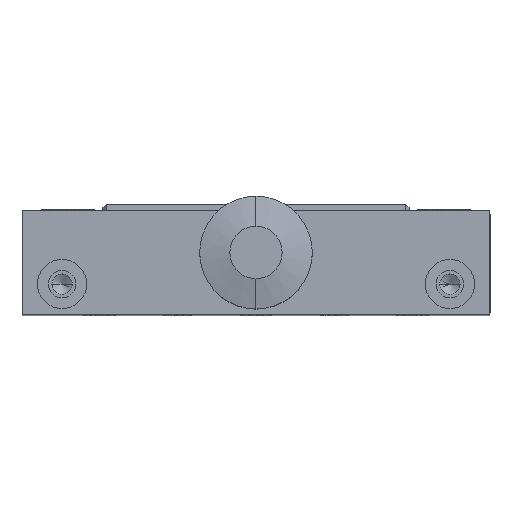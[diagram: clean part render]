
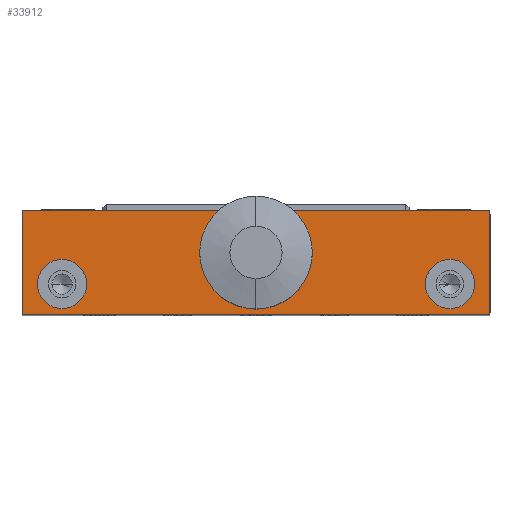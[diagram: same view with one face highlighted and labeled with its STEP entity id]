
A CAD part, top view. The second image highlights one B-rep face of the part: STEP entity #33912.
In plain terms, the highlighted planar face has unit normal (0, 0, 1).
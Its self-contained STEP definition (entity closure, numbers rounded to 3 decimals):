
#10 = VECTOR ( 'NONE', #10797, 1000. ) ;
#13 = VERTEX_POINT ( 'NONE', #16065 ) ;
#89 = CIRCLE ( 'NONE', #20586, 5. ) ;
#347 = ORIENTED_EDGE ( 'NONE', *, *, #4610, .F. ) ;
#743 = CARTESIAN_POINT ( 'NONE',  ( 0., 10., 15. ) ) ;
#1195 = EDGE_LOOP ( 'NONE', ( #5104, #3158, #37859, #11100 ) ) ;
#1564 = ORIENTED_EDGE ( 'NONE', *, *, #30151, .F. ) ;
#1565 = EDGE_CURVE ( 'NONE', #13, #32736, #15052, .T. ) ;
#2639 = DIRECTION ( 'NONE',  ( 1., 0., 0. ) ) ;
#3158 = ORIENTED_EDGE ( 'NONE', *, *, #37388, .F. ) ;
#3652 = CIRCLE ( 'NONE', #33409, 5. ) ;
#4164 = CARTESIAN_POINT ( 'NONE',  ( 27.5, 5., 15. ) ) ;
#4610 = EDGE_CURVE ( 'NONE', #26125, #26564, #13020, .T. ) ;
#4762 = EDGE_CURVE ( 'NONE', #37808, #34489, #89, .T. ) ;
#4913 = DIRECTION ( 'NONE',  ( 1., 0., 0. ) ) ;
#5104 = ORIENTED_EDGE ( 'NONE', *, *, #36141, .T. ) ;
#6550 = CARTESIAN_POINT ( 'NONE',  ( -38., 17., 15. ) ) ;
#7472 = CARTESIAN_POINT ( 'NONE',  ( -38., 0., 15. ) ) ;
#7714 = DIRECTION ( 'NONE',  ( 1., 0., 0. ) ) ;
#7766 = CARTESIAN_POINT ( 'NONE',  ( -38., 17., 15. ) ) ;
#8172 = DIRECTION ( 'NONE',  ( 0., 0., -1. ) ) ;
#8611 = EDGE_CURVE ( 'NONE', #34890, #20316, #35357, .T. ) ;
#9246 = EDGE_LOOP ( 'NONE', ( #1564, #31617 ) ) ;
#9622 = CARTESIAN_POINT ( 'NONE',  ( -38., 0., 15. ) ) ;
#10797 = DIRECTION ( 'NONE',  ( 1., 0., 0. ) ) ;
#11100 = ORIENTED_EDGE ( 'NONE', *, *, #8611, .T. ) ;
#11173 = CARTESIAN_POINT ( 'NONE',  ( 31.5, 5., 15. ) ) ;
#11321 = AXIS2_PLACEMENT_3D ( 'NONE', #32273, #26555, #4913 ) ;
#11908 = EDGE_CURVE ( 'NONE', #34489, #37808, #3652, .T. ) ;
#12143 = AXIS2_PLACEMENT_3D ( 'NONE', #7766, #8172, #38312 ) ;
#12980 = AXIS2_PLACEMENT_3D ( 'NONE', #11173, #32792, #17325 ) ;
#13020 = CIRCLE ( 'NONE', #25606, 4. ) ;
#13073 = DIRECTION ( 'NONE',  ( 1., 0., 0. ) ) ;
#13333 = DIRECTION ( 'NONE',  ( 0., 0., 1. ) ) ;
#15052 = CIRCLE ( 'NONE', #26110, 4. ) ;
#15945 = DIRECTION ( 'NONE',  ( 1., 0., 0. ) ) ;
#16065 = CARTESIAN_POINT ( 'NONE',  ( -35.5, 5., 15. ) ) ;
#16204 = DIRECTION ( 'NONE',  ( 0., 0., 1. ) ) ;
#16347 = CARTESIAN_POINT ( 'NONE',  ( 5., 10., 15. ) ) ;
#17055 = CARTESIAN_POINT ( 'NONE',  ( 38., 17., 15. ) ) ;
#17061 = FACE_BOUND ( 'NONE', #21004, .T. ) ;
#17325 = DIRECTION ( 'NONE',  ( 1., 0., 0. ) ) ;
#17330 = DIRECTION ( 'NONE',  ( 0., -1., 0. ) ) ;
#18016 = CARTESIAN_POINT ( 'NONE',  ( -38., 17., 15. ) ) ;
#18294 = LINE ( 'NONE', #18016, #27785 ) ;
#19292 = CARTESIAN_POINT ( 'NONE',  ( 31.5, 5., 15. ) ) ;
#20316 = VERTEX_POINT ( 'NONE', #9622 ) ;
#20334 = CIRCLE ( 'NONE', #12980, 4. ) ;
#20359 = DIRECTION ( 'NONE',  ( 0., -1., 0. ) ) ;
#20442 = PLANE ( 'NONE',  #12143 ) ;
#20586 = AXIS2_PLACEMENT_3D ( 'NONE', #743, #13333, #13073 ) ;
#20717 = ORIENTED_EDGE ( 'NONE', *, *, #4762, .F. ) ;
#21004 = EDGE_LOOP ( 'NONE', ( #347, #38885 ) ) ;
#21506 = LINE ( 'NONE', #17055, #28110 ) ;
#22027 = LINE ( 'NONE', #7472, #10 ) ;
#22470 = CARTESIAN_POINT ( 'NONE',  ( 0., 10., 15. ) ) ;
#23359 = VERTEX_POINT ( 'NONE', #27131 ) ;
#23787 = FACE_BOUND ( 'NONE', #32808, .T. ) ;
#25228 = DIRECTION ( 'NONE',  ( 1., 0., 0. ) ) ;
#25356 = DIRECTION ( 'NONE',  ( 0., 0., 1. ) ) ;
#25385 = ORIENTED_EDGE ( 'NONE', *, *, #11908, .F. ) ;
#25606 = AXIS2_PLACEMENT_3D ( 'NONE', #19292, #25693, #7714 ) ;
#25693 = DIRECTION ( 'NONE',  ( 0., 0., 1. ) ) ;
#26110 = AXIS2_PLACEMENT_3D ( 'NONE', #28676, #25356, #25228 ) ;
#26125 = VERTEX_POINT ( 'NONE', #35589 ) ;
#26146 = EDGE_CURVE ( 'NONE', #26564, #26125, #20334, .T. ) ;
#26300 = VECTOR ( 'NONE', #20359, 1000. ) ;
#26555 = DIRECTION ( 'NONE',  ( 0., 0., 1. ) ) ;
#26564 = VERTEX_POINT ( 'NONE', #4164 ) ;
#27131 = CARTESIAN_POINT ( 'NONE',  ( 38., 17., 15. ) ) ;
#27785 = VECTOR ( 'NONE', #2639, 1000. ) ;
#28110 = VECTOR ( 'NONE', #17330, 1000. ) ;
#28496 = EDGE_CURVE ( 'NONE', #34890, #23359, #18294, .T. ) ;
#28551 = CARTESIAN_POINT ( 'NONE',  ( 38., 0., 15. ) ) ;
#28676 = CARTESIAN_POINT ( 'NONE',  ( -31.5, 5., 15. ) ) ;
#28778 = CARTESIAN_POINT ( 'NONE',  ( -27.5, 5., 15. ) ) ;
#30151 = EDGE_CURVE ( 'NONE', #32736, #13, #36355, .T. ) ;
#31617 = ORIENTED_EDGE ( 'NONE', *, *, #1565, .F. ) ;
#32273 = CARTESIAN_POINT ( 'NONE',  ( -31.5, 5., 15. ) ) ;
#32736 = VERTEX_POINT ( 'NONE', #28778 ) ;
#32753 = CARTESIAN_POINT ( 'NONE',  ( -38., 17., 15. ) ) ;
#32792 = DIRECTION ( 'NONE',  ( 0., 0., 1. ) ) ;
#32808 = EDGE_LOOP ( 'NONE', ( #20717, #25385 ) ) ;
#33409 = AXIS2_PLACEMENT_3D ( 'NONE', #22470, #16204, #15945 ) ;
#33912 = ADVANCED_FACE ( 'NONE', ( #23787, #34206, #17061, #35699 ), #20442, .F. ) ;
#34206 = FACE_BOUND ( 'NONE', #9246, .T. ) ;
#34489 = VERTEX_POINT ( 'NONE', #36075 ) ;
#34890 = VERTEX_POINT ( 'NONE', #6550 ) ;
#35357 = LINE ( 'NONE', #32753, #26300 ) ;
#35524 = VERTEX_POINT ( 'NONE', #28551 ) ;
#35589 = CARTESIAN_POINT ( 'NONE',  ( 35.5, 5., 15. ) ) ;
#35699 = FACE_OUTER_BOUND ( 'NONE', #1195, .T. ) ;
#36075 = CARTESIAN_POINT ( 'NONE',  ( -5., 10., 15. ) ) ;
#36141 = EDGE_CURVE ( 'NONE', #20316, #35524, #22027, .T. ) ;
#36355 = CIRCLE ( 'NONE', #11321, 4. ) ;
#37388 = EDGE_CURVE ( 'NONE', #23359, #35524, #21506, .T. ) ;
#37808 = VERTEX_POINT ( 'NONE', #16347 ) ;
#37859 = ORIENTED_EDGE ( 'NONE', *, *, #28496, .F. ) ;
#38312 = DIRECTION ( 'NONE',  ( -1., 0., 0. ) ) ;
#38885 = ORIENTED_EDGE ( 'NONE', *, *, #26146, .F. ) ;
